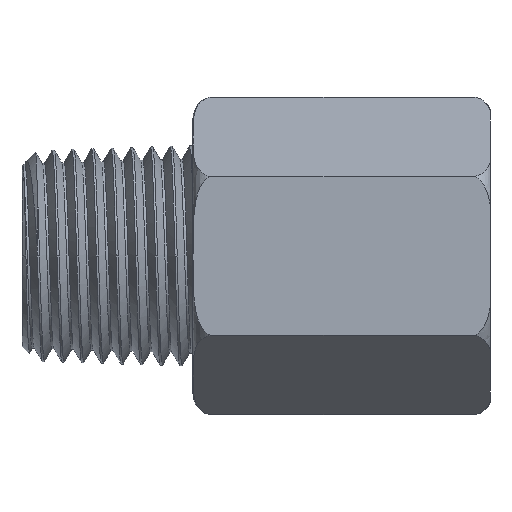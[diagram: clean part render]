
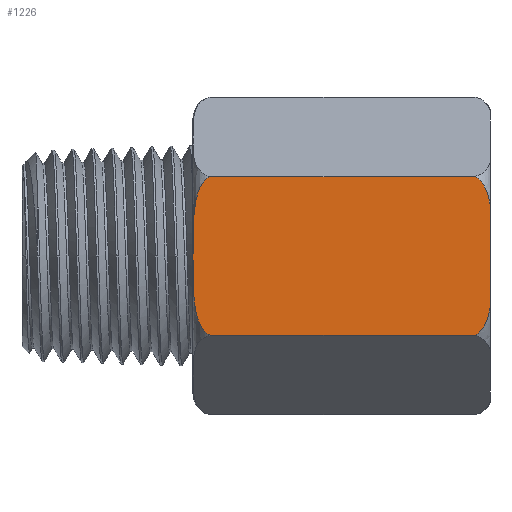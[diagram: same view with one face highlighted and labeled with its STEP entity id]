
A CAD part, front view. The second image highlights one B-rep face of the part: STEP entity #1226.
In plain terms, the highlighted face is planar.
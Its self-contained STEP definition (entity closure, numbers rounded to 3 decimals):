
#77=PLANE('',#1316);
#124=FACE_OUTER_BOUND('',#196,.T.);
#196=EDGE_LOOP('',(#965,#966,#967,#968,#969,#970,#971));
#252=LINE('',#7347,#306);
#257=LINE('',#7355,#311);
#258=LINE('',#7356,#312);
#306=VECTOR('',#1487,1.);
#311=VECTOR('',#1498,1.);
#312=VECTOR('',#1499,1.);
#387=B_SPLINE_CURVE_WITH_KNOTS('',3,(#6974,#6975,#6976,#6977,#6978,#6979,
#6980,#6981,#6982,#6983,#6984,#6985,#6986,#6987,#6988,#6989,#6990,#6991,
#6992,#6993),.UNSPECIFIED.,.F.,.F.,(4,2,2,2,2,2,2,2,2,4),(4.062,
4.137,4.312,4.487,4.779,5.071,
5.744,6.418,7.091,7.765),
 .UNSPECIFIED.);
#389=B_SPLINE_CURVE_WITH_KNOTS('',3,(#7017,#7018,#7019,#7020,#7021,#7022,
#7023,#7024,#7025,#7026,#7027,#7028,#7029,#7030,#7031,#7032,#7033,#7034,
#7035,#7036),.UNSPECIFIED.,.F.,.F.,(4,2,2,2,2,2,2,2,2,4),(7.765,
8.438,9.111,9.785,10.458,10.75,
11.042,11.218,11.393,11.467),
 .UNSPECIFIED.);
#395=B_SPLINE_CURVE_WITH_KNOTS('',3,(#7139,#7140,#7141,#7142,#7143,#7144,
#7145,#7146,#7147,#7148,#7149,#7150,#7151,#7152),.UNSPECIFIED.,.F.,.F.,
(4,2,2,2,2,2,4),(4.062,4.137,4.312,4.487,
4.779,5.071,5.514),.UNSPECIFIED.);
#402=B_SPLINE_CURVE_WITH_KNOTS('',3,(#7254,#7255,#7256,#7257,#7258,#7259,
#7260,#7261,#7262,#7263,#7264,#7265,#7266,#7267),.UNSPECIFIED.,.F.,.F.,
(4,2,2,2,2,2,4),(10.015,10.458,10.75,11.042,
11.218,11.393,11.467),.UNSPECIFIED.);
#512=VERTEX_POINT('',#6972);
#513=VERTEX_POINT('',#6973);
#514=VERTEX_POINT('',#7016);
#521=VERTEX_POINT('',#7137);
#522=VERTEX_POINT('',#7138);
#530=VERTEX_POINT('',#7236);
#532=VERTEX_POINT('',#7252);
#660=EDGE_CURVE('',#512,#513,#387,.T.);
#663=EDGE_CURVE('',#513,#514,#389,.T.);
#672=EDGE_CURVE('',#521,#522,#395,.T.);
#683=EDGE_CURVE('',#532,#530,#402,.T.);
#692=EDGE_CURVE('',#512,#530,#252,.T.);
#697=EDGE_CURVE('',#522,#532,#257,.T.);
#698=EDGE_CURVE('',#514,#521,#258,.T.);
#965=ORIENTED_EDGE('',*,*,#660,.F.);
#966=ORIENTED_EDGE('',*,*,#692,.T.);
#967=ORIENTED_EDGE('',*,*,#683,.F.);
#968=ORIENTED_EDGE('',*,*,#697,.F.);
#969=ORIENTED_EDGE('',*,*,#672,.F.);
#970=ORIENTED_EDGE('',*,*,#698,.F.);
#971=ORIENTED_EDGE('',*,*,#663,.F.);
#1226=ADVANCED_FACE('',(#124),#77,.T.);
#1316=AXIS2_PLACEMENT_3D('',#7354,#1496,#1497);
#1487=DIRECTION('',(1.,0.,0.));
#1496=DIRECTION('center_axis',(0.,0.,1.));
#1497=DIRECTION('ref_axis',(0.,-1.,0.));
#1498=DIRECTION('',(0.,-1.,0.));
#1499=DIRECTION('',(1.,0.,0.));
#6972=CARTESIAN_POINT('',(8.699,-3.666,6.35));
#6973=CARTESIAN_POINT('',(7.886,0.,6.35));
#6974=CARTESIAN_POINT('Ctrl Pts',(8.699,-3.666,6.35));
#6975=CARTESIAN_POINT('Ctrl Pts',(8.674,-3.657,6.35));
#6976=CARTESIAN_POINT('Ctrl Pts',(8.65,-3.646,6.35));
#6977=CARTESIAN_POINT('Ctrl Pts',(8.577,-3.606,6.35));
#6978=CARTESIAN_POINT('Ctrl Pts',(8.525,-3.569,6.35));
#6979=CARTESIAN_POINT('Ctrl Pts',(8.432,-3.483,6.35));
#6980=CARTESIAN_POINT('Ctrl Pts',(8.39,-3.435,6.35));
#6981=CARTESIAN_POINT('Ctrl Pts',(8.296,-3.31,6.35));
#6982=CARTESIAN_POINT('Ctrl Pts',(8.243,-3.218,6.35));
#6983=CARTESIAN_POINT('Ctrl Pts',(8.153,-3.025,6.35));
#6984=CARTESIAN_POINT('Ctrl Pts',(8.117,-2.925,6.35));
#6985=CARTESIAN_POINT('Ctrl Pts',(8.022,-2.617,6.35));
#6986=CARTESIAN_POINT('Ctrl Pts',(7.98,-2.389,6.35));
#6987=CARTESIAN_POINT('Ctrl Pts',(7.922,-1.917,6.35));
#6988=CARTESIAN_POINT('Ctrl Pts',(7.907,-1.675,6.35));
#6989=CARTESIAN_POINT('Ctrl Pts',(7.89,-1.186,6.35));
#6990=CARTESIAN_POINT('Ctrl Pts',(7.888,-0.941,6.35));
#6991=CARTESIAN_POINT('Ctrl Pts',(7.886,-0.46,6.35));
#6992=CARTESIAN_POINT('Ctrl Pts',(7.886,-0.224,6.35));
#6993=CARTESIAN_POINT('Ctrl Pts',(7.886,0.,
6.35));
#7016=CARTESIAN_POINT('',(8.699,3.666,6.35));
#7017=CARTESIAN_POINT('Ctrl Pts',(7.886,0.,
6.35));
#7018=CARTESIAN_POINT('Ctrl Pts',(7.886,0.224,6.35));
#7019=CARTESIAN_POINT('Ctrl Pts',(7.886,0.46,6.35));
#7020=CARTESIAN_POINT('Ctrl Pts',(7.888,0.941,6.35));
#7021=CARTESIAN_POINT('Ctrl Pts',(7.89,1.186,6.35));
#7022=CARTESIAN_POINT('Ctrl Pts',(7.907,1.675,6.35));
#7023=CARTESIAN_POINT('Ctrl Pts',(7.922,1.917,6.35));
#7024=CARTESIAN_POINT('Ctrl Pts',(7.98,2.389,6.35));
#7025=CARTESIAN_POINT('Ctrl Pts',(8.022,2.617,6.35));
#7026=CARTESIAN_POINT('Ctrl Pts',(8.117,2.925,6.35));
#7027=CARTESIAN_POINT('Ctrl Pts',(8.153,3.025,6.35));
#7028=CARTESIAN_POINT('Ctrl Pts',(8.243,3.218,6.35));
#7029=CARTESIAN_POINT('Ctrl Pts',(8.296,3.31,6.35));
#7030=CARTESIAN_POINT('Ctrl Pts',(8.39,3.435,6.35));
#7031=CARTESIAN_POINT('Ctrl Pts',(8.432,3.483,6.35));
#7032=CARTESIAN_POINT('Ctrl Pts',(8.525,3.569,6.35));
#7033=CARTESIAN_POINT('Ctrl Pts',(8.577,3.606,6.35));
#7034=CARTESIAN_POINT('Ctrl Pts',(8.65,3.646,6.35));
#7035=CARTESIAN_POINT('Ctrl Pts',(8.674,3.657,6.35));
#7036=CARTESIAN_POINT('Ctrl Pts',(8.699,3.666,6.35));
#7137=CARTESIAN_POINT('',(20.873,3.666,6.35));
#7138=CARTESIAN_POINT('',(21.586,2.392,6.35));
#7139=CARTESIAN_POINT('Ctrl Pts',(20.873,3.666,6.35));
#7140=CARTESIAN_POINT('Ctrl Pts',(20.898,3.657,6.35));
#7141=CARTESIAN_POINT('Ctrl Pts',(20.922,3.646,6.35));
#7142=CARTESIAN_POINT('Ctrl Pts',(20.995,3.606,6.35));
#7143=CARTESIAN_POINT('Ctrl Pts',(21.046,3.569,6.35));
#7144=CARTESIAN_POINT('Ctrl Pts',(21.14,3.483,6.35));
#7145=CARTESIAN_POINT('Ctrl Pts',(21.182,3.435,6.35));
#7146=CARTESIAN_POINT('Ctrl Pts',(21.275,3.31,6.35));
#7147=CARTESIAN_POINT('Ctrl Pts',(21.329,3.218,6.35));
#7148=CARTESIAN_POINT('Ctrl Pts',(21.419,3.025,6.35));
#7149=CARTESIAN_POINT('Ctrl Pts',(21.455,2.925,6.35));
#7150=CARTESIAN_POINT('Ctrl Pts',(21.527,2.691,6.35));
#7151=CARTESIAN_POINT('Ctrl Pts',(21.56,2.544,6.35));
#7152=CARTESIAN_POINT('Ctrl Pts',(21.586,2.392,6.35));
#7236=CARTESIAN_POINT('',(20.873,-3.666,6.35));
#7252=CARTESIAN_POINT('',(21.586,-2.392,6.35));
#7254=CARTESIAN_POINT('Ctrl Pts',(21.586,-2.392,6.35));
#7255=CARTESIAN_POINT('Ctrl Pts',(21.56,-2.544,6.35));
#7256=CARTESIAN_POINT('Ctrl Pts',(21.527,-2.691,6.35));
#7257=CARTESIAN_POINT('Ctrl Pts',(21.455,-2.925,6.35));
#7258=CARTESIAN_POINT('Ctrl Pts',(21.419,-3.025,6.35));
#7259=CARTESIAN_POINT('Ctrl Pts',(21.329,-3.218,6.35));
#7260=CARTESIAN_POINT('Ctrl Pts',(21.275,-3.31,6.35));
#7261=CARTESIAN_POINT('Ctrl Pts',(21.182,-3.435,6.35));
#7262=CARTESIAN_POINT('Ctrl Pts',(21.14,-3.483,6.35));
#7263=CARTESIAN_POINT('Ctrl Pts',(21.046,-3.569,6.35));
#7264=CARTESIAN_POINT('Ctrl Pts',(20.995,-3.606,6.35));
#7265=CARTESIAN_POINT('Ctrl Pts',(20.922,-3.646,6.35));
#7266=CARTESIAN_POINT('Ctrl Pts',(20.898,-3.657,6.35));
#7267=CARTESIAN_POINT('Ctrl Pts',(20.873,-3.666,6.35));
#7347=CARTESIAN_POINT('',(2.514,-3.666,6.35));
#7354=CARTESIAN_POINT('Origin',(2.514,3.666,6.35));
#7355=CARTESIAN_POINT('',(21.586,4.515,6.35));
#7356=CARTESIAN_POINT('',(2.514,3.666,6.35));
